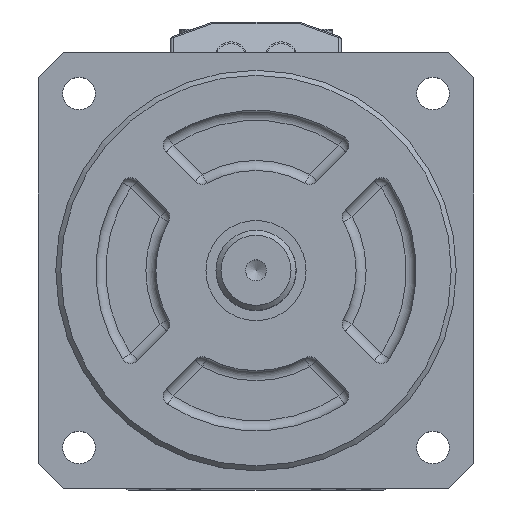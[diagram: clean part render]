
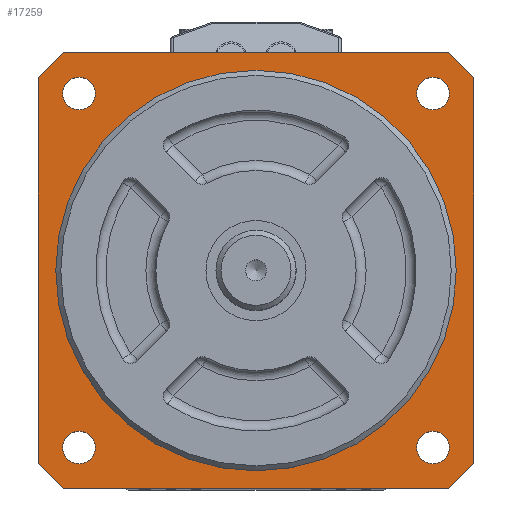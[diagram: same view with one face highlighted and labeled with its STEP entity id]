
A CAD part, top view. The second image highlights one B-rep face of the part: STEP entity #17259.
In plain terms, the highlighted planar face has unit normal (0, 0, 1).
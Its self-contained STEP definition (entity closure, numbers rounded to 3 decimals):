
#340 = CARTESIAN_POINT ( 'NONE',  ( 3.438, -202.479, -149.493 ) ) ;
#349 = VERTEX_POINT ( 'NONE', #4514 ) ;
#398 = CARTESIAN_POINT ( 'NONE',  ( 3.438, -202.479, -149.493 ) ) ;
#509 = FACE_BOUND ( 'NONE', #15989, .T. ) ;
#607 = EDGE_CURVE ( 'NONE', #1708, #1708, #6804, .T. ) ;
#690 = EDGE_CURVE ( 'NONE', #12126, #14950, #2976, .T. ) ;
#879 = ORIENTED_EDGE ( 'NONE', *, *, #16920, .T. ) ;
#1082 = CARTESIAN_POINT ( 'NONE',  ( -75.418, -205.624, -149.493 ) ) ;
#1087 = CARTESIAN_POINT ( 'NONE',  ( 3.438, -279.479, -149.493 ) ) ;
#1265 = LINE ( 'NONE', #1087, #11805 ) ;
#1375 = LINE ( 'NONE', #2139, #14939 ) ;
#1486 = LINE ( 'NONE', #15300, #9332 ) ;
#1506 = AXIS2_PLACEMENT_3D ( 'NONE', #10555, #5133, #12078 ) ;
#1530 = AXIS2_PLACEMENT_3D ( 'NONE', #4493, #10001, #7299 ) ;
#1604 = ORIENTED_EDGE ( 'NONE', *, *, #8160, .T. ) ;
#1708 = VERTEX_POINT ( 'NONE', #7404 ) ;
#1976 = CARTESIAN_POINT ( 'NONE',  ( -72.168, -276.335, -149.493 ) ) ;
#2139 = CARTESIAN_POINT ( 'NONE',  ( -78.562, -197.479, -149.493 ) ) ;
#2214 = EDGE_LOOP ( 'NONE', ( #4480 ) ) ;
#2418 = DIRECTION ( 'NONE',  ( 0.707, -0.707, 0. ) ) ;
#2494 = DIRECTION ( 'NONE',  ( -1., 0., 0. ) ) ;
#2535 = DIRECTION ( 'NONE',  ( 1., 0., 0. ) ) ;
#2622 = EDGE_CURVE ( 'NONE', #349, #349, #13932, .T. ) ;
#2718 = EDGE_CURVE ( 'NONE', #11397, #6399, #1486, .T. ) ;
#2864 = EDGE_CURVE ( 'NONE', #12625, #12625, #7321, .T. ) ;
#2976 = LINE ( 'NONE', #11377, #3589 ) ;
#3080 = VECTOR ( 'NONE', #13517, 1000. ) ;
#3589 = VECTOR ( 'NONE', #12628, 1000. ) ;
#3668 = VERTEX_POINT ( 'NONE', #13093 ) ;
#4115 = DIRECTION ( 'NONE',  ( -0.707, 0.707, 0. ) ) ;
#4119 = CIRCLE ( 'NONE', #1506, 3.25 ) ;
#4223 = AXIS2_PLACEMENT_3D ( 'NONE', #8726, #10361, #12967 ) ;
#4480 = ORIENTED_EDGE ( 'NONE', *, *, #10686, .F. ) ;
#4493 = CARTESIAN_POINT ( 'NONE',  ( -4.707, -205.624, -149.493 ) ) ;
#4514 = CARTESIAN_POINT ( 'NONE',  ( -1.457, -276.335, -149.493 ) ) ;
#4919 = ORIENTED_EDGE ( 'NONE', *, *, #10641, .T. ) ;
#5133 = DIRECTION ( 'NONE',  ( 0., 0., 1. ) ) ;
#5245 = DIRECTION ( 'NONE',  ( 0., 0., 1. ) ) ;
#5628 = EDGE_CURVE ( 'NONE', #8389, #8389, #11061, .T. ) ;
#6196 = FACE_OUTER_BOUND ( 'NONE', #15835, .T. ) ;
#6381 = EDGE_LOOP ( 'NONE', ( #13682 ) ) ;
#6399 = VERTEX_POINT ( 'NONE', #11220 ) ;
#6731 = ORIENTED_EDGE ( 'NONE', *, *, #13983, .T. ) ;
#6804 = CIRCLE ( 'NONE', #7632, 3.25 ) ;
#7095 = DIRECTION ( 'NONE',  ( 0., 0., 1. ) ) ;
#7299 = DIRECTION ( 'NONE',  ( 1., 0., 0. ) ) ;
#7321 = CIRCLE ( 'NONE', #7884, 40. ) ;
#7368 = DIRECTION ( 'NONE',  ( 0., 0., 1. ) ) ;
#7404 = CARTESIAN_POINT ( 'NONE',  ( -72.168, -205.624, -149.493 ) ) ;
#7469 = CARTESIAN_POINT ( 'NONE',  ( 3.438, -279.479, -149.493 ) ) ;
#7543 = DIRECTION ( 'NONE',  ( 1., 0., 0. ) ) ;
#7632 = AXIS2_PLACEMENT_3D ( 'NONE', #1082, #5245, #2535 ) ;
#7846 = VERTEX_POINT ( 'NONE', #17522 ) ;
#7884 = AXIS2_PLACEMENT_3D ( 'NONE', #11599, #7368, #7543 ) ;
#8160 = EDGE_CURVE ( 'NONE', #6399, #3668, #1375, .T. ) ;
#8389 = VERTEX_POINT ( 'NONE', #13887 ) ;
#8549 = ORIENTED_EDGE ( 'NONE', *, *, #5628, .F. ) ;
#8598 = ORIENTED_EDGE ( 'NONE', *, *, #13372, .T. ) ;
#8726 = CARTESIAN_POINT ( 'NONE',  ( 0., 0., -149.493 ) ) ;
#8907 = FACE_BOUND ( 'NONE', #13821, .T. ) ;
#9254 = EDGE_CURVE ( 'NONE', #17196, #11397, #12713, .T. ) ;
#9332 = VECTOR ( 'NONE', #4115, 1000. ) ;
#9694 = EDGE_LOOP ( 'NONE', ( #11963 ) ) ;
#10001 = DIRECTION ( 'NONE',  ( 0., 0., 1. ) ) ;
#10093 = FACE_BOUND ( 'NONE', #6381, .T. ) ;
#10361 = DIRECTION ( 'NONE',  ( 0., 0., -1. ) ) ;
#10447 = FACE_BOUND ( 'NONE', #9694, .T. ) ;
#10555 = CARTESIAN_POINT ( 'NONE',  ( -75.418, -276.335, -149.493 ) ) ;
#10588 = CARTESIAN_POINT ( 'NONE',  ( -83.562, -202.479, -149.493 ) ) ;
#10641 = EDGE_CURVE ( 'NONE', #14950, #13927, #14955, .T. ) ;
#10686 = EDGE_CURVE ( 'NONE', #16057, #16057, #4119, .T. ) ;
#10818 = CARTESIAN_POINT ( 'NONE',  ( -83.562, -279.479, -149.493 ) ) ;
#10923 = DIRECTION ( 'NONE',  ( 0., 1., 0. ) ) ;
#11061 = CIRCLE ( 'NONE', #1530, 3.25 ) ;
#11220 = CARTESIAN_POINT ( 'NONE',  ( -1.562, -197.479, -149.493 ) ) ;
#11237 = VECTOR ( 'NONE', #10923, 1000. ) ;
#11375 = CARTESIAN_POINT ( 'NONE',  ( -0.062, -240.979, -149.493 ) ) ;
#11377 = CARTESIAN_POINT ( 'NONE',  ( -83.562, -202.479, -149.493 ) ) ;
#11397 = VERTEX_POINT ( 'NONE', #398 ) ;
#11599 = CARTESIAN_POINT ( 'NONE',  ( -40.062, -240.979, -149.493 ) ) ;
#11697 = PLANE ( 'NONE',  #4223 ) ;
#11770 = ORIENTED_EDGE ( 'NONE', *, *, #607, .F. ) ;
#11797 = FACE_BOUND ( 'NONE', #2214, .T. ) ;
#11805 = VECTOR ( 'NONE', #17630, 1000. ) ;
#11963 = ORIENTED_EDGE ( 'NONE', *, *, #2864, .F. ) ;
#12078 = DIRECTION ( 'NONE',  ( 1., 0., 0. ) ) ;
#12126 = VERTEX_POINT ( 'NONE', #10588 ) ;
#12411 = CARTESIAN_POINT ( 'NONE',  ( -4.707, -276.335, -149.493 ) ) ;
#12584 = DIRECTION ( 'NONE',  ( 1., 0., 0. ) ) ;
#12625 = VERTEX_POINT ( 'NONE', #11375 ) ;
#12628 = DIRECTION ( 'NONE',  ( 0., -1., 0. ) ) ;
#12713 = LINE ( 'NONE', #340, #11237 ) ;
#12967 = DIRECTION ( 'NONE',  ( -1., 0., 0. ) ) ;
#13093 = CARTESIAN_POINT ( 'NONE',  ( -78.562, -197.479, -149.493 ) ) ;
#13148 = CARTESIAN_POINT ( 'NONE',  ( -78.562, -284.479, -149.493 ) ) ;
#13361 = AXIS2_PLACEMENT_3D ( 'NONE', #12411, #7095, #12584 ) ;
#13372 = EDGE_CURVE ( 'NONE', #7846, #17196, #1265, .T. ) ;
#13517 = DIRECTION ( 'NONE',  ( 1., 0., 0. ) ) ;
#13682 = ORIENTED_EDGE ( 'NONE', *, *, #2622, .F. ) ;
#13821 = EDGE_LOOP ( 'NONE', ( #8549 ) ) ;
#13887 = CARTESIAN_POINT ( 'NONE',  ( -1.457, -205.624, -149.493 ) ) ;
#13927 = VERTEX_POINT ( 'NONE', #13148 ) ;
#13932 = CIRCLE ( 'NONE', #13361, 3.25 ) ;
#13983 = EDGE_CURVE ( 'NONE', #3668, #12126, #14414, .T. ) ;
#14414 = LINE ( 'NONE', #15595, #17885 ) ;
#14544 = ORIENTED_EDGE ( 'NONE', *, *, #2718, .T. ) ;
#14939 = VECTOR ( 'NONE', #2494, 1000. ) ;
#14950 = VERTEX_POINT ( 'NONE', #17612 ) ;
#14955 = LINE ( 'NONE', #10818, #17673 ) ;
#15300 = CARTESIAN_POINT ( 'NONE',  ( -1.562, -197.479, -149.493 ) ) ;
#15444 = ORIENTED_EDGE ( 'NONE', *, *, #690, .T. ) ;
#15595 = CARTESIAN_POINT ( 'NONE',  ( -83.562, -202.479, -149.493 ) ) ;
#15835 = EDGE_LOOP ( 'NONE', ( #6731, #15444, #4919, #879, #8598, #16893, #14544, #1604 ) ) ;
#15989 = EDGE_LOOP ( 'NONE', ( #11770 ) ) ;
#16057 = VERTEX_POINT ( 'NONE', #1976 ) ;
#16893 = ORIENTED_EDGE ( 'NONE', *, *, #9254, .T. ) ;
#16920 = EDGE_CURVE ( 'NONE', #13927, #7846, #17681, .T. ) ;
#17047 = DIRECTION ( 'NONE',  ( -0.707, -0.707, 0. ) ) ;
#17196 = VERTEX_POINT ( 'NONE', #7469 ) ;
#17259 = ADVANCED_FACE ( 'NONE', ( #509, #10093, #11797, #10447, #6196, #8907 ), #11697, .F. ) ;
#17522 = CARTESIAN_POINT ( 'NONE',  ( -1.562, -284.479, -149.493 ) ) ;
#17612 = CARTESIAN_POINT ( 'NONE',  ( -83.562, -279.479, -149.493 ) ) ;
#17630 = DIRECTION ( 'NONE',  ( 0.707, 0.707, 0. ) ) ;
#17673 = VECTOR ( 'NONE', #2418, 1000. ) ;
#17681 = LINE ( 'NONE', #17872, #3080 ) ;
#17872 = CARTESIAN_POINT ( 'NONE',  ( -78.562, -284.479, -149.493 ) ) ;
#17885 = VECTOR ( 'NONE', #17047, 1000. ) ;
